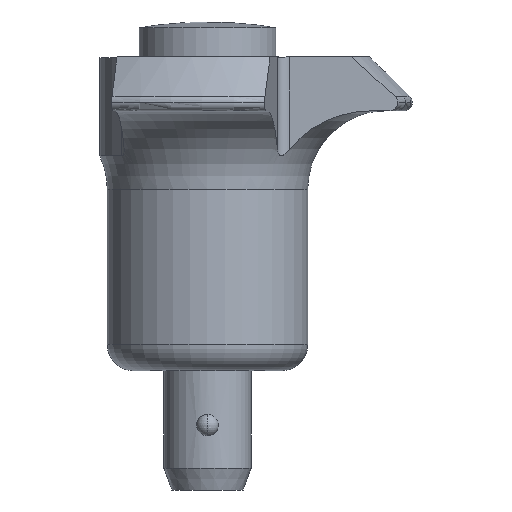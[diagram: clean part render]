
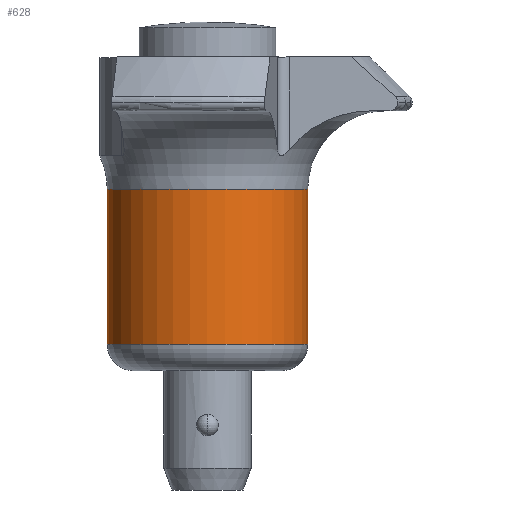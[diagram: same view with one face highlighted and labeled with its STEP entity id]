
A CAD part, front view. The second image highlights one B-rep face of the part: STEP entity #628.
In plain terms, the highlighted cylindrical face has radius 11.5 mm (diameter 23 mm), a partial arc.
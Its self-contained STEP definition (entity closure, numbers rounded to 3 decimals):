
#346=VERTEX_POINT('',#940);
#628=ADVANCED_FACE('',(#1251),#1252,.T.);
#766=EDGE_CURVE('',#868,#804,#1405,.T.);
#794=EDGE_CURVE('',#804,#844,#1438,.T.);
#804=VERTEX_POINT('',#1448);
#836=EDGE_CURVE('',#346,#844,#1482,.T.);
#844=VERTEX_POINT('',#1490);
#856=EDGE_CURVE('',#346,#868,#1503,.T.);
#868=VERTEX_POINT('',#1515);
#940=CARTESIAN_POINT('',(-11.5,0.,1.759));
#1251=FACE_OUTER_BOUND('',#2286,.T.);
#1252=CYLINDRICAL_SURFACE('',#2287,11.5);
#1405=CIRCLE('',#2703,11.5);
#1438=LINE('',#2743,#2744);
#1448=CARTESIAN_POINT('',(11.5,0.,19.552));
#1482=CIRCLE('',#2837,11.5);
#1490=CARTESIAN_POINT('',(11.5,0.,1.759));
#1503=LINE('',#2885,#2886);
#1515=CARTESIAN_POINT('',(-11.5,0.,19.552));
#2286=EDGE_LOOP('',(#3407,#3408,#3409,#3410));
#2287=AXIS2_PLACEMENT_3D('',#3411,#3412,#3413);
#2703=AXIS2_PLACEMENT_3D('',#3588,#3589,#3590);
#2743=CARTESIAN_POINT('',(11.5,0.,11.328));
#2744=VECTOR('',#3643,1.0);
#2837=AXIS2_PLACEMENT_3D('',#3681,#3682,#3683);
#2885=CARTESIAN_POINT('',(-11.5,0.,11.328));
#2886=VECTOR('',#3701,1.0);
#3407=ORIENTED_EDGE('',*,*,#856,.F.);
#3408=ORIENTED_EDGE('',*,*,#836,.T.);
#3409=ORIENTED_EDGE('',*,*,#794,.F.);
#3410=ORIENTED_EDGE('',*,*,#766,.F.);
#3411=CARTESIAN_POINT('',(0.,0.,11.328));
#3412=DIRECTION('',(-0.0,-0.0,-1.0));
#3413=DIRECTION('',(-1.0,0.,0.0));
#3588=CARTESIAN_POINT('',(0.,0.,19.552));
#3589=DIRECTION('',(0.0,0.0,1.0));
#3590=DIRECTION('',(-1.0,0.,0.0));
#3643=DIRECTION('',(-0.0,-0.0,-1.0));
#3681=CARTESIAN_POINT('',(0.,0.,1.759));
#3682=DIRECTION('',(0.0,0.0,1.0));
#3683=DIRECTION('',(-1.0,0.,0.0));
#3701=DIRECTION('',(0.0,0.0,1.0));
